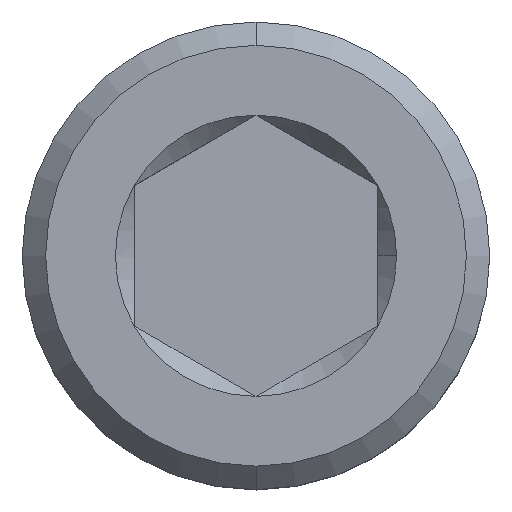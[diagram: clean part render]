
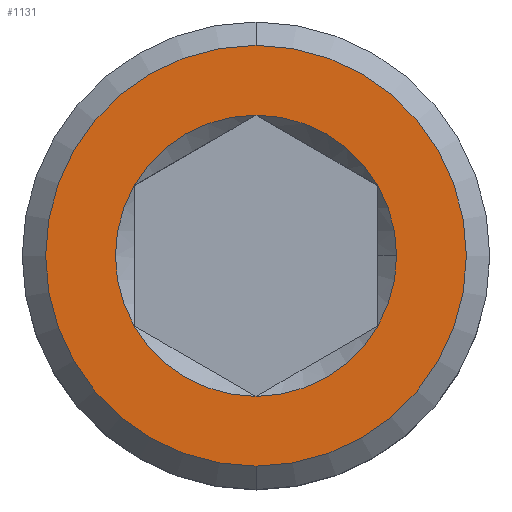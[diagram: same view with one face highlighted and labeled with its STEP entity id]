
A CAD part, top view. The second image highlights one B-rep face of the part: STEP entity #1131.
In plain terms, the highlighted planar face has unit normal (0, 0, 1).
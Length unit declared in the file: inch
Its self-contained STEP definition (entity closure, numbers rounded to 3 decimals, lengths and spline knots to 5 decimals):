
#90 = CIRCLE ( 'NONE', #11928, 0.08119 ) ;
#242 = DIRECTION ( 'NONE',  ( 0., 0., 1. ) ) ;
#474 = AXIS2_PLACEMENT_3D ( 'NONE', #2544, #242, #11973 ) ;
#660 = CIRCLE ( 'NONE', #12492, 0.08119 ) ;
#984 = EDGE_CURVE ( 'NONE', #2717, #10142, #10434, .T. ) ;
#1109 = VERTEX_POINT ( 'NONE', #6749 ) ;
#1131 = ADVANCED_FACE ( 'NONE', ( #11542, #7664 ), #3294, .F. ) ;
#2065 = CARTESIAN_POINT ( 'NONE',  ( 0., 0., 0.164 ) ) ;
#2156 = VERTEX_POINT ( 'NONE', #6797 ) ;
#2544 = CARTESIAN_POINT ( 'NONE',  ( 0., 0., 0.164 ) ) ;
#2717 = VERTEX_POINT ( 'NONE', #11417 ) ;
#2726 = VERTEX_POINT ( 'NONE', #6582 ) ;
#2821 = AXIS2_PLACEMENT_3D ( 'NONE', #4494, #11581, #13940 ) ;
#2851 = VERTEX_POINT ( 'NONE', #10342 ) ;
#3062 = ORIENTED_EDGE ( 'NONE', *, *, #14263, .F. ) ;
#3294 = PLANE ( 'NONE',  #2821 ) ;
#3804 = CARTESIAN_POINT ( 'NONE',  ( 0., 0., 0.164 ) ) ;
#3810 = ORIENTED_EDGE ( 'NONE', *, *, #9228, .F. ) ;
#4059 = CARTESIAN_POINT ( 'NONE',  ( 0., 0., 0.164 ) ) ;
#4135 = DIRECTION ( 'NONE',  ( 0., 0., 1. ) ) ;
#4236 = CARTESIAN_POINT ( 'NONE',  ( 0.08119, 0., 0.164 ) ) ;
#4494 = CARTESIAN_POINT ( 'NONE',  ( 0., 0.1215, 0.164 ) ) ;
#4524 = CARTESIAN_POINT ( 'NONE',  ( 0., 0., 0.164 ) ) ;
#4595 = CARTESIAN_POINT ( 'NONE',  ( 0., 0., 0.164 ) ) ;
#4979 = EDGE_LOOP ( 'NONE', ( #14162, #13252 ) ) ;
#5080 = EDGE_CURVE ( 'NONE', #2156, #2726, #11651, .T. ) ;
#5342 = DIRECTION ( 'NONE',  ( 1., 0., 0. ) ) ;
#5396 = DIRECTION ( 'NONE',  ( 1., 0., 0. ) ) ;
#6128 = EDGE_CURVE ( 'NONE', #11157, #1109, #11826, .T. ) ;
#6199 = AXIS2_PLACEMENT_3D ( 'NONE', #4524, #6940, #10535 ) ;
#6582 = CARTESIAN_POINT ( 'NONE',  ( -0.07031, -0.04059, 0.164 ) ) ;
#6749 = CARTESIAN_POINT ( 'NONE',  ( 0.07031, -0.04059, 0.164 ) ) ;
#6797 = CARTESIAN_POINT ( 'NONE',  ( -0.07031, 0.04059, 0.164 ) ) ;
#6940 = DIRECTION ( 'NONE',  ( 0., 0., 1. ) ) ;
#7556 = DIRECTION ( 'NONE',  ( 1., 0., 0. ) ) ;
#7660 = ORIENTED_EDGE ( 'NONE', *, *, #6128, .F. ) ;
#7664 = FACE_OUTER_BOUND ( 'NONE', #4979, .T. ) ;
#7842 = ORIENTED_EDGE ( 'NONE', *, *, #13452, .F. ) ;
#8078 = CARTESIAN_POINT ( 'NONE',  ( 0., 0., 0.164 ) ) ;
#8135 = DIRECTION ( 'NONE',  ( 1., 0., 0. ) ) ;
#8389 = DIRECTION ( 'NONE',  ( 1., 0., 0. ) ) ;
#8765 = EDGE_CURVE ( 'NONE', #9945, #2851, #660, .T. ) ;
#9109 = CARTESIAN_POINT ( 'NONE',  ( 0., 0.1215, 0.164 ) ) ;
#9219 = DIRECTION ( 'NONE',  ( 0., 0., 1. ) ) ;
#9228 = EDGE_CURVE ( 'NONE', #1109, #12458, #10237, .T. ) ;
#9318 = DIRECTION ( 'NONE',  ( 0., 0., 1. ) ) ;
#9627 = DIRECTION ( 'NONE',  ( 0., 0., 1. ) ) ;
#9945 = VERTEX_POINT ( 'NONE', #14601 ) ;
#9979 = DIRECTION ( 'NONE',  ( 0., 0., 1. ) ) ;
#10142 = VERTEX_POINT ( 'NONE', #9109 ) ;
#10169 = DIRECTION ( 'NONE',  ( 0., 0., 1. ) ) ;
#10237 = CIRCLE ( 'NONE', #13570, 0.08119 ) ;
#10250 = DIRECTION ( 'NONE',  ( 0., -1., 0. ) ) ;
#10342 = CARTESIAN_POINT ( 'NONE',  ( 0., 0.08119, 0.164 ) ) ;
#10375 = AXIS2_PLACEMENT_3D ( 'NONE', #3804, #9627, #8389 ) ;
#10434 = CIRCLE ( 'NONE', #13579, 0.1215 ) ;
#10535 = DIRECTION ( 'NONE',  ( 1., 0., 0. ) ) ;
#10888 = CARTESIAN_POINT ( 'NONE',  ( 0., -0.08119, 0.164 ) ) ;
#10976 = ORIENTED_EDGE ( 'NONE', *, *, #12506, .F. ) ;
#11123 = CARTESIAN_POINT ( 'NONE',  ( 0., 0., 0.164 ) ) ;
#11157 = VERTEX_POINT ( 'NONE', #10888 ) ;
#11289 = EDGE_CURVE ( 'NONE', #10142, #2717, #11856, .T. ) ;
#11417 = CARTESIAN_POINT ( 'NONE',  ( 0., -0.1215, 0.164 ) ) ;
#11542 = FACE_BOUND ( 'NONE', #14131, .T. ) ;
#11581 = DIRECTION ( 'NONE',  ( 0., 0., -1. ) ) ;
#11651 = CIRCLE ( 'NONE', #10375, 0.08119 ) ;
#11679 = AXIS2_PLACEMENT_3D ( 'NONE', #4595, #9318, #8135 ) ;
#11826 = CIRCLE ( 'NONE', #12645, 0.08119 ) ;
#11856 = CIRCLE ( 'NONE', #474, 0.1215 ) ;
#11928 = AXIS2_PLACEMENT_3D ( 'NONE', #8078, #9219, #13995 ) ;
#11973 = DIRECTION ( 'NONE',  ( 0., -1., 0. ) ) ;
#12458 = VERTEX_POINT ( 'NONE', #4236 ) ;
#12492 = AXIS2_PLACEMENT_3D ( 'NONE', #11123, #4135, #5342 ) ;
#12506 = EDGE_CURVE ( 'NONE', #2726, #11157, #90, .T. ) ;
#12552 = DIRECTION ( 'NONE',  ( 0., 0., 1. ) ) ;
#12645 = AXIS2_PLACEMENT_3D ( 'NONE', #2065, #10169, #5396 ) ;
#12670 = ORIENTED_EDGE ( 'NONE', *, *, #8765, .F. ) ;
#13162 = CIRCLE ( 'NONE', #6199, 0.08119 ) ;
#13252 = ORIENTED_EDGE ( 'NONE', *, *, #984, .T. ) ;
#13452 = EDGE_CURVE ( 'NONE', #2851, #2156, #14446, .T. ) ;
#13570 = AXIS2_PLACEMENT_3D ( 'NONE', #4059, #9979, #7556 ) ;
#13573 = ORIENTED_EDGE ( 'NONE', *, *, #5080, .F. ) ;
#13579 = AXIS2_PLACEMENT_3D ( 'NONE', #14879, #12552, #10250 ) ;
#13940 = DIRECTION ( 'NONE',  ( 0., 1., 0. ) ) ;
#13995 = DIRECTION ( 'NONE',  ( 1., 0., 0. ) ) ;
#14131 = EDGE_LOOP ( 'NONE', ( #13573, #7842, #12670, #3062, #3810, #7660, #10976 ) ) ;
#14162 = ORIENTED_EDGE ( 'NONE', *, *, #11289, .T. ) ;
#14263 = EDGE_CURVE ( 'NONE', #12458, #9945, #13162, .T. ) ;
#14446 = CIRCLE ( 'NONE', #11679, 0.08119 ) ;
#14601 = CARTESIAN_POINT ( 'NONE',  ( 0.07031, 0.04059, 0.164 ) ) ;
#14879 = CARTESIAN_POINT ( 'NONE',  ( 0., 0., 0.164 ) ) ;
